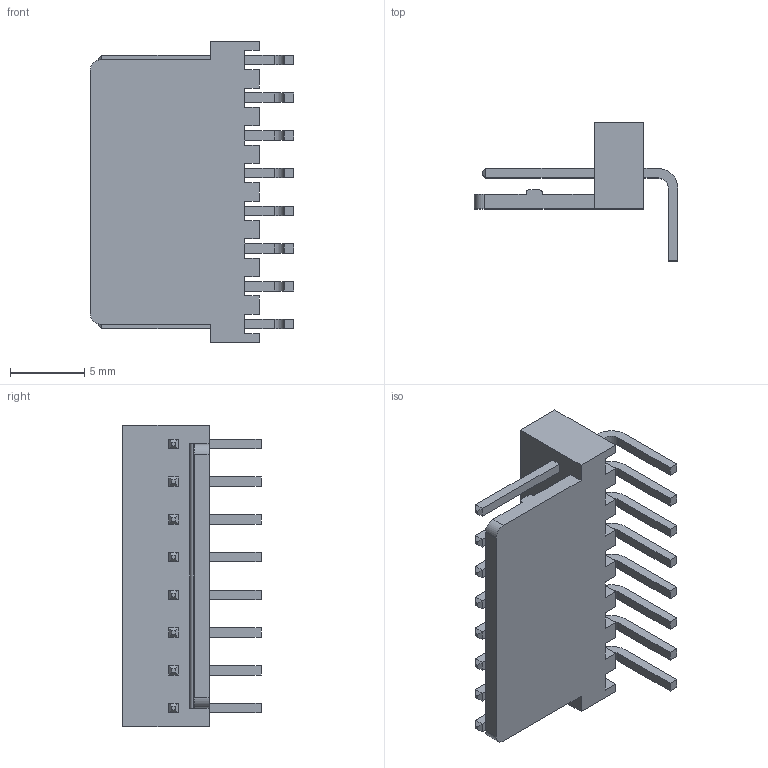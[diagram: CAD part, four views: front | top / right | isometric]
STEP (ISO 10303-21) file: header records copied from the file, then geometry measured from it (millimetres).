
FILE_DESCRIPTION (( 'STEP AP214' ), '1' );
FILE_NAME ('User Library-WF-8R (BM).STEP', '2018-02-21T14:55:49', ( '' ), ( '' ), 'SwSTEP 2.0', 'SolidWorks 2018', '' );
FILE_SCHEMA (( 'AUTOMOTIVE_DESIGN' ));
Length unit declared in the file: millimetre
Products named in the file (1): User Library-WF-8R (BM)
Bounding box: 13.72 x 9.3 x 20.32 mm (x, y, z)
Volume: 530 mm3; surface area: 1115.9 mm2
Topology: 1 solids, 1 shells, 194 faces, 496 edges, 320 vertices
Faces by surface type: plane 174, cylinder 20
Entity records: 7912 total; most frequent: CARTESIAN_POINT 1011, ORIENTED_EDGE 992, DIRECTION 926, EDGE_CURVE 496, VECTOR 456, LINE 456, VERTEX_POINT 320, AXIS2_PLACEMENT_3D 235
